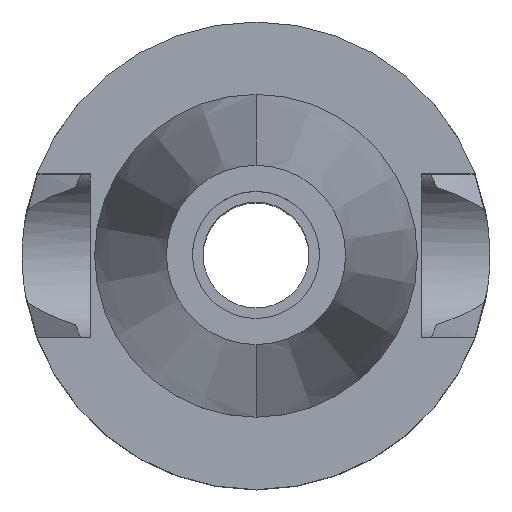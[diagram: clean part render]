
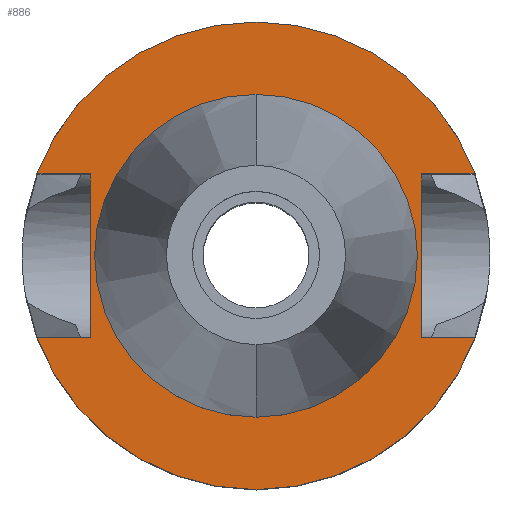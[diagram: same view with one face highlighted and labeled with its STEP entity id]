
A CAD part, top view. The second image highlights one B-rep face of the part: STEP entity #886.
In plain terms, the highlighted planar face has unit normal (0, 0, 1).
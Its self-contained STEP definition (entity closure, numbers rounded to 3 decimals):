
#11 = ORIENTED_EDGE ( 'NONE', *, *, #2295, .F. ) ;
#15 = DIRECTION ( 'NONE',  ( 0., -1., 0. ) ) ;
#111 = VERTEX_POINT ( 'NONE', #2226 ) ;
#150 = FACE_BOUND ( 'NONE', #1885, .T. ) ;
#301 = DIRECTION ( 'NONE',  ( -1., 0., 0. ) ) ;
#339 = LINE ( 'NONE', #2611, #1622 ) ;
#365 = FACE_OUTER_BOUND ( 'NONE', #1735, .T. ) ;
#370 = CARTESIAN_POINT ( 'NONE',  ( 16.3, 8.05, -1. ) ) ;
#383 = CIRCLE ( 'NONE', #2893, 15.875 ) ;
#400 = DIRECTION ( 'NONE',  ( 0., 0., -1. ) ) ;
#436 = CARTESIAN_POINT ( 'NONE',  ( 16.3, -8.05, -1. ) ) ;
#441 = LINE ( 'NONE', #1791, #2896 ) ;
#513 = ORIENTED_EDGE ( 'NONE', *, *, #1962, .F. ) ;
#576 = VERTEX_POINT ( 'NONE', #680 ) ;
#608 = DIRECTION ( 'NONE',  ( -1., 0., 0. ) ) ;
#667 = CARTESIAN_POINT ( 'NONE',  ( -16.3, 8.05, -1. ) ) ;
#680 = CARTESIAN_POINT ( 'NONE',  ( -21.545, -8.05, -1. ) ) ;
#713 = CARTESIAN_POINT ( 'NONE',  ( -16.3, -8.05, -1. ) ) ;
#728 = DIRECTION ( 'NONE',  ( 0., -1., 0. ) ) ;
#805 = EDGE_CURVE ( 'NONE', #2884, #1581, #1799, .T. ) ;
#812 = CARTESIAN_POINT ( 'NONE',  ( 16.3, 8.05, -1. ) ) ;
#886 = ADVANCED_FACE ( 'NONE', ( #365, #150 ), #1486, .F. ) ;
#952 = CARTESIAN_POINT ( 'NONE',  ( 21.545, 8.05, -1. ) ) ;
#987 = DIRECTION ( 'NONE',  ( 0., 0., -1. ) ) ;
#1160 = LINE ( 'NONE', #713, #2323 ) ;
#1174 = ORIENTED_EDGE ( 'NONE', *, *, #805, .F. ) ;
#1246 = EDGE_CURVE ( 'NONE', #111, #2440, #383, .T. ) ;
#1297 = VECTOR ( 'NONE', #2864, 1000. ) ;
#1329 = CARTESIAN_POINT ( 'NONE',  ( 0., 0., -1. ) ) ;
#1338 = AXIS2_PLACEMENT_3D ( 'NONE', #1359, #2292, #15 ) ;
#1343 = VERTEX_POINT ( 'NONE', #436 ) ;
#1359 = CARTESIAN_POINT ( 'NONE',  ( 0., 0., -1. ) ) ;
#1389 = ORIENTED_EDGE ( 'NONE', *, *, #2535, .F. ) ;
#1403 = ORIENTED_EDGE ( 'NONE', *, *, #1246, .F. ) ;
#1405 = DIRECTION ( 'NONE',  ( 0., 1., 0. ) ) ;
#1439 = DIRECTION ( 'NONE',  ( 0., -1., 0. ) ) ;
#1453 = ORIENTED_EDGE ( 'NONE', *, *, #2192, .T. ) ;
#1457 = VERTEX_POINT ( 'NONE', #1743 ) ;
#1486 = PLANE ( 'NONE',  #2366 ) ;
#1581 = VERTEX_POINT ( 'NONE', #952 ) ;
#1586 = EDGE_CURVE ( 'NONE', #1343, #2333, #441, .T. ) ;
#1594 = ORIENTED_EDGE ( 'NONE', *, *, #2283, .F. ) ;
#1612 = DIRECTION ( 'NONE',  ( 1., 0., 0. ) ) ;
#1622 = VECTOR ( 'NONE', #301, 1000. ) ;
#1641 = ORIENTED_EDGE ( 'NONE', *, *, #1856, .F. ) ;
#1676 = CIRCLE ( 'NONE', #1338, 15.875 ) ;
#1718 = CARTESIAN_POINT ( 'NONE',  ( 0., -15.875, -1. ) ) ;
#1735 = EDGE_LOOP ( 'NONE', ( #1453, #1594, #2975, #1389, #2863, #1174, #513, #11 ) ) ;
#1741 = DIRECTION ( 'NONE',  ( 0., -1., 0. ) ) ;
#1743 = CARTESIAN_POINT ( 'NONE',  ( -16.3, -8.05, -1. ) ) ;
#1791 = CARTESIAN_POINT ( 'NONE',  ( 16.3, -8.05, -1. ) ) ;
#1799 = CIRCLE ( 'NONE', #2199, 23. ) ;
#1855 = DIRECTION ( 'NONE',  ( 0., 0., -1. ) ) ;
#1856 = EDGE_CURVE ( 'NONE', #2440, #111, #1676, .T. ) ;
#1885 = EDGE_LOOP ( 'NONE', ( #1403, #1641 ) ) ;
#1917 = CARTESIAN_POINT ( 'NONE',  ( 0., 0., -1. ) ) ;
#1918 = CARTESIAN_POINT ( 'NONE',  ( -21.545, 8.05, -1. ) ) ;
#1962 = EDGE_CURVE ( 'NONE', #2602, #2884, #339, .T. ) ;
#2054 = VERTEX_POINT ( 'NONE', #812 ) ;
#2103 = LINE ( 'NONE', #2588, #2169 ) ;
#2169 = VECTOR ( 'NONE', #1439, 1000. ) ;
#2192 = EDGE_CURVE ( 'NONE', #1457, #576, #2472, .T. ) ;
#2199 = AXIS2_PLACEMENT_3D ( 'NONE', #1917, #1855, #2860 ) ;
#2226 = CARTESIAN_POINT ( 'NONE',  ( 0., 15.875, -1. ) ) ;
#2264 = DIRECTION ( 'NONE',  ( 0., 1., 0. ) ) ;
#2269 = CIRCLE ( 'NONE', #2661, 23. ) ;
#2283 = EDGE_CURVE ( 'NONE', #2333, #576, #2269, .T. ) ;
#2292 = DIRECTION ( 'NONE',  ( 0., 0., 1. ) ) ;
#2295 = EDGE_CURVE ( 'NONE', #1457, #2602, #1160, .T. ) ;
#2323 = VECTOR ( 'NONE', #1405, 1000. ) ;
#2333 = VERTEX_POINT ( 'NONE', #2586 ) ;
#2366 = AXIS2_PLACEMENT_3D ( 'NONE', #2460, #400, #1741 ) ;
#2381 = VECTOR ( 'NONE', #608, 1000. ) ;
#2440 = VERTEX_POINT ( 'NONE', #1718 ) ;
#2449 = LINE ( 'NONE', #370, #1297 ) ;
#2460 = CARTESIAN_POINT ( 'NONE',  ( 0., 0., -1. ) ) ;
#2472 = LINE ( 'NONE', #2716, #2381 ) ;
#2480 = EDGE_CURVE ( 'NONE', #2054, #1581, #2449, .T. ) ;
#2535 = EDGE_CURVE ( 'NONE', #2054, #1343, #2103, .T. ) ;
#2586 = CARTESIAN_POINT ( 'NONE',  ( 21.545, -8.05, -1. ) ) ;
#2588 = CARTESIAN_POINT ( 'NONE',  ( 16.3, 8.05, -1. ) ) ;
#2602 = VERTEX_POINT ( 'NONE', #667 ) ;
#2611 = CARTESIAN_POINT ( 'NONE',  ( -16.3, 8.05, -1. ) ) ;
#2661 = AXIS2_PLACEMENT_3D ( 'NONE', #2805, #987, #728 ) ;
#2716 = CARTESIAN_POINT ( 'NONE',  ( -16.3, -8.05, -1. ) ) ;
#2805 = CARTESIAN_POINT ( 'NONE',  ( 0., 0., -1. ) ) ;
#2860 = DIRECTION ( 'NONE',  ( 0., 1., 0. ) ) ;
#2863 = ORIENTED_EDGE ( 'NONE', *, *, #2480, .T. ) ;
#2864 = DIRECTION ( 'NONE',  ( 1., 0., 0. ) ) ;
#2884 = VERTEX_POINT ( 'NONE', #1918 ) ;
#2893 = AXIS2_PLACEMENT_3D ( 'NONE', #1329, #2946, #2264 ) ;
#2896 = VECTOR ( 'NONE', #1612, 1000. ) ;
#2946 = DIRECTION ( 'NONE',  ( 0., 0., 1. ) ) ;
#2975 = ORIENTED_EDGE ( 'NONE', *, *, #1586, .F. ) ;
